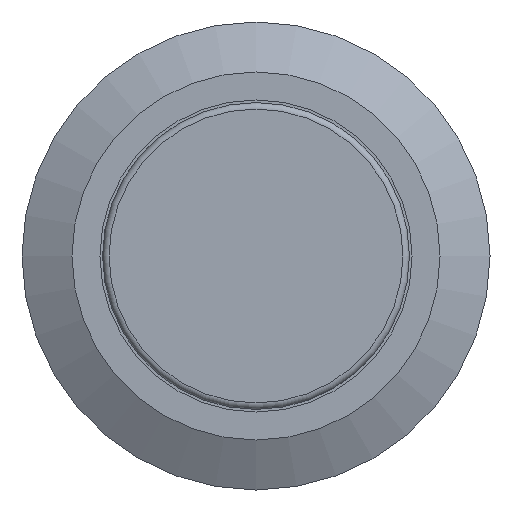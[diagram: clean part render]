
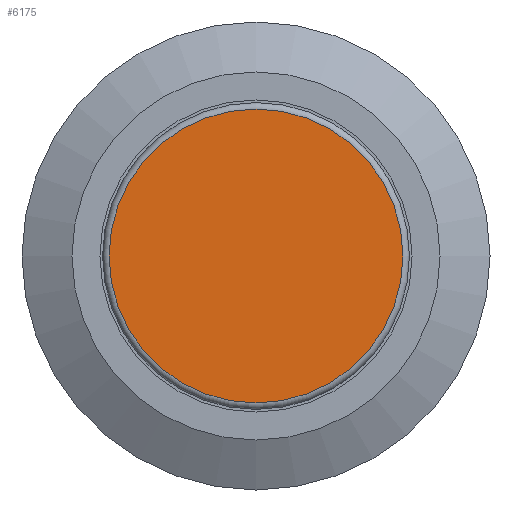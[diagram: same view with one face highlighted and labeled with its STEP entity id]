
A CAD part, left-side view. The second image highlights one B-rep face of the part: STEP entity #6175.
In plain terms, the highlighted planar face has unit normal (-1, 0, 0).
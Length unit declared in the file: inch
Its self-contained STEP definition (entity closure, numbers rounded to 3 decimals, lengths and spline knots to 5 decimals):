
#518=PLANE('',#6561);
#855=FACE_OUTER_BOUND('',#1238,.T.);
#1238=EDGE_LOOP('',(#5813));
#2618=CIRCLE('',#6560,0.22244);
#3197=VERTEX_POINT('',#10711);
#4069=EDGE_CURVE('',#3197,#3197,#2618,.T.);
#5813=ORIENTED_EDGE('',*,*,#4069,.F.);
#6175=ADVANCED_FACE('',(#855),#518,.F.);
#6560=AXIS2_PLACEMENT_3D('',#10713,#7926,#7927);
#6561=AXIS2_PLACEMENT_3D('',#10714,#7928,#7929);
#7926=DIRECTION('center_axis',(1.,0.,0.));
#7927=DIRECTION('ref_axis',(0.,1.,0.));
#7928=DIRECTION('center_axis',(1.,0.,0.));
#7929=DIRECTION('ref_axis',(0.,1.,0.));
#10711=CARTESIAN_POINT('',(-0.05906,-0.22244,0.));
#10713=CARTESIAN_POINT('Origin',(-0.05906,0.,
0.));
#10714=CARTESIAN_POINT('Origin',(-0.05906,0.,
0.));
